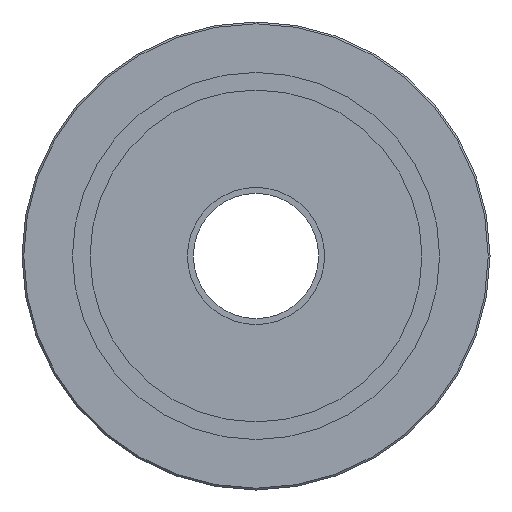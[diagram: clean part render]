
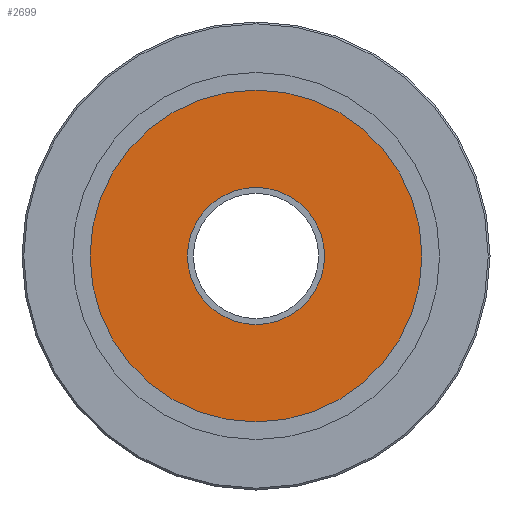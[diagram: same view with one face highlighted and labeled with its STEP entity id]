
A CAD part, front view. The second image highlights one B-rep face of the part: STEP entity #2699.
In plain terms, the highlighted face is planar.
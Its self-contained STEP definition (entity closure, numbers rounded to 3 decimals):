
#267=FACE_BOUND('',#657,.T.);
#324=PLANE('',#3073);
#474=FACE_OUTER_BOUND('',#656,.T.);
#656=EDGE_LOOP('',(#2507));
#657=EDGE_LOOP('',(#2508));
#1070=CIRCLE('',#3040,19.05);
#1090=CIRCLE('',#3074,46.1);
#1329=VERTEX_POINT('',#6248);
#1348=VERTEX_POINT('',#6310);
#1707=EDGE_CURVE('',#1329,#1329,#1070,.T.);
#1736=EDGE_CURVE('',#1348,#1348,#1090,.T.);
#2507=ORIENTED_EDGE('',*,*,#1736,.F.);
#2508=ORIENTED_EDGE('',*,*,#1707,.T.);
#2699=ADVANCED_FACE('',(#474,#267),#324,.T.);
#3040=AXIS2_PLACEMENT_3D('',#6249,#3669,#3670);
#3073=AXIS2_PLACEMENT_3D('',#6309,#3744,#3745);
#3074=AXIS2_PLACEMENT_3D('',#6311,#3746,#3747);
#3669=DIRECTION('center_axis',(-1.,0.,0.));
#3670=DIRECTION('ref_axis',(0.,1.,0.));
#3744=DIRECTION('center_axis',(1.,0.,0.));
#3745=DIRECTION('ref_axis',(0.,0.,-1.));
#3746=DIRECTION('center_axis',(-1.,0.,0.));
#3747=DIRECTION('ref_axis',(0.,0.,1.));
#6248=CARTESIAN_POINT('',(0.,-19.05,0.));
#6249=CARTESIAN_POINT('Origin',(0.,0.,0.));
#6309=CARTESIAN_POINT('Origin',(0.,0.,46.1));
#6310=CARTESIAN_POINT('',(0.,0.,-46.1));
#6311=CARTESIAN_POINT('Origin',(0.,0.,0.));
